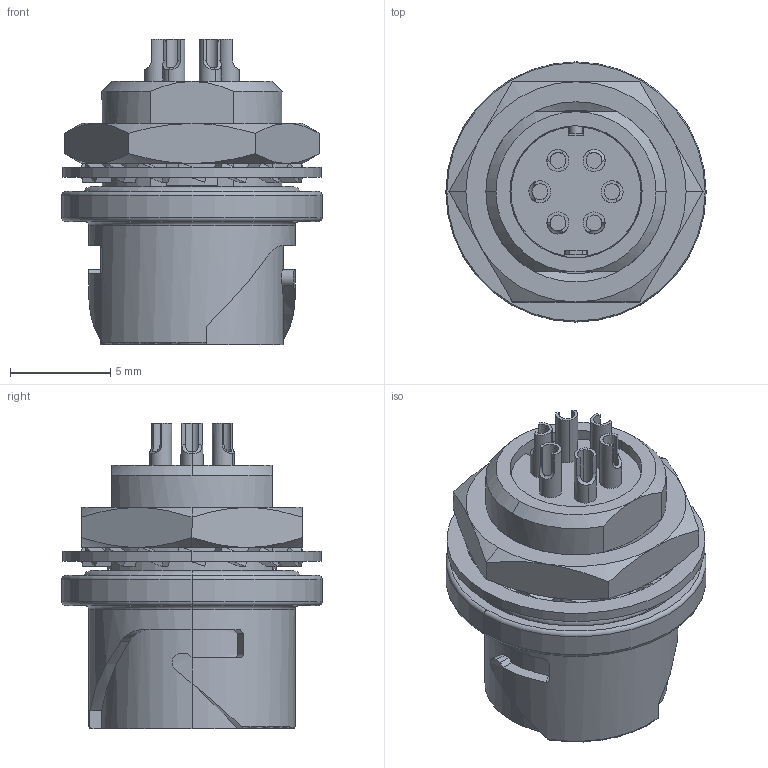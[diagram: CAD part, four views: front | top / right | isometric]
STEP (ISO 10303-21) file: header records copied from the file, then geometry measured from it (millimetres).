
FILE_DESCRIPTION(('CoCreate Modeling STEP Export'),'2;1');
FILE_NAME('LF07WBR-6S.stp','2011-05-20T16:23:51',(''),(''),'CoCreate Modeling STEP processor for AP214 (Solid Model)','CoCreate Modeling 17.0 01-Apr-2010 (C) Parametric Technology GmbH','');
FILE_SCHEMA(('AUTOMOTIVE_DESIGN { 1 0 10303 214 1 1 1 1 }'));
Length unit declared in the file: millimetre
Products named in the file (1): LF07WBR-6S
Bounding box: 13 x 13 x 15.25 mm (x, y, z)
Volume: 944.4 mm3; surface area: 1487.2 mm2
Topology: 1 solids, 1 shells, 401 faces, 1087 edges, 680 vertices
Faces by surface type: plane 171, cylinder 164, cone 46, torus 12, bspline 8
Entity records: 15291 total; most frequent: CARTESIAN_POINT 6234, ORIENTED_EDGE 2174, DIRECTION 1655, EDGE_CURVE 1087, VERTEX_POINT 680, AXIS2_PLACEMENT_3D 631, EDGE_LOOP 425, FACE_OUTER_BOUND 401
